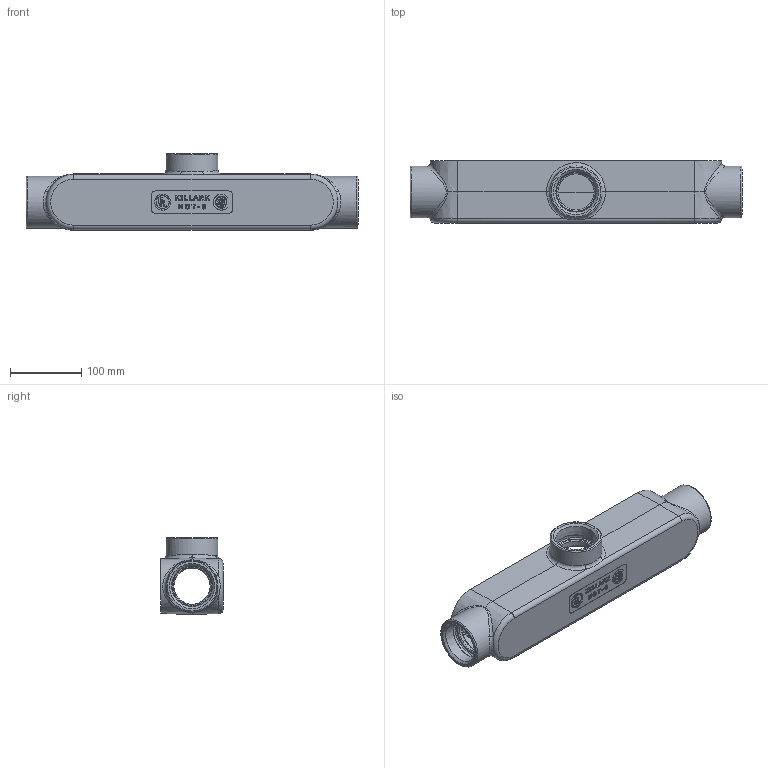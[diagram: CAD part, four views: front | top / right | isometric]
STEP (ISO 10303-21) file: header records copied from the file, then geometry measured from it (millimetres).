
FILE_DESCRIPTION(/* description */ (''),/* implementation_level */ '2;1');
FILE_NAME(/* name */ 'KIL_MOT-6.stp',/* time_stamp */ '2020-06-12T17:15:59+06:00',/* author */ ('kr'),/* organization */ (''),/* preprocessor_version */ 'ST-DEVELOPER v18',/* originating_system */ 'Autodesk Inventor 2020',/* authorisation */ '');
FILE_SCHEMA (('AUTOMOTIVE_DESIGN { 1 0 10303 214 3 1 1 }'));
Length unit declared in the file: inch
Products named in the file (1): 21303
Bounding box: 466.73 x 87.31 x 107.95 mm (x, y, z)
Volume: 776240.5 mm3; surface area: 240633.8 mm2
Topology: 1 solids, 1 shells, 502 faces, 1344 edges, 875 vertices
Faces by surface type: plane 253, bspline 155, cone 66, cylinder 19, torus 9
Full cylindrical faces by diameter (mm): 50.902 x3, 60.325 x2, 60.477 x3, 73.025 x3
Entity records: 25644 total; most frequent: CARTESIAN_POINT 14044, ORIENTED_EDGE 2682, DIRECTION 1919, EDGE_CURVE 1341, VERTEX_POINT 876, LINE 731, VECTOR 731, AXIS2_PLACEMENT_3D 594
